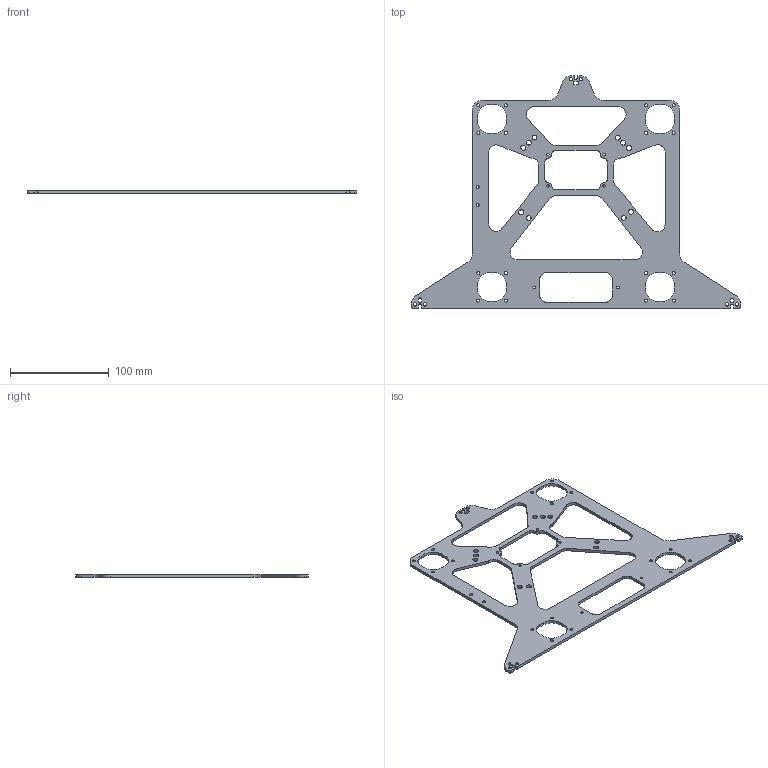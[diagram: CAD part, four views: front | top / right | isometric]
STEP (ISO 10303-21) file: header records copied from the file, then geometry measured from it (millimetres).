
FILE_DESCRIPTION(/* description */ (''),/* implementation_level */ '2;1');
FILE_NAME(/* name */ 'k1sl_v3.step',/* time_stamp */ '2025-12-28T13:50:53+09:00',/* author */ (''),/* organization */ (''),/* preprocessor_version */ 'ST-DEVELOPER v20.1',/* originating_system */ 'Autodesk Translation Framework v14.17.0.0',/* authorisation */ '');
FILE_SCHEMA (('AUTOMOTIVE_DESIGN { 1 0 10303 214 3 1 1 }'));
Length unit declared in the file: millimetre
Products named in the file (1): bed-frame
Bounding box: 333.64 x 235.76 x 3 mm (x, y, z)
Volume: 75100.9 mm3; surface area: 60108 mm2
Topology: 1 solids, 1 shells, 191 faces, 567 edges, 378 vertices
Faces by surface type: cylinder 120, plane 71
Full cylindrical faces by diameter (mm): 2.529 x6, 3 x18, 3.4 x6, 4.2 x1, 5 x10
Entity records: 6753 total; most frequent: DIRECTION 1191, CARTESIAN_POINT 1137, ORIENTED_EDGE 1134, EDGE_CURVE 567, AXIS2_PLACEMENT_3D 432, VERTEX_POINT 378, LINE 327, VECTOR 327
